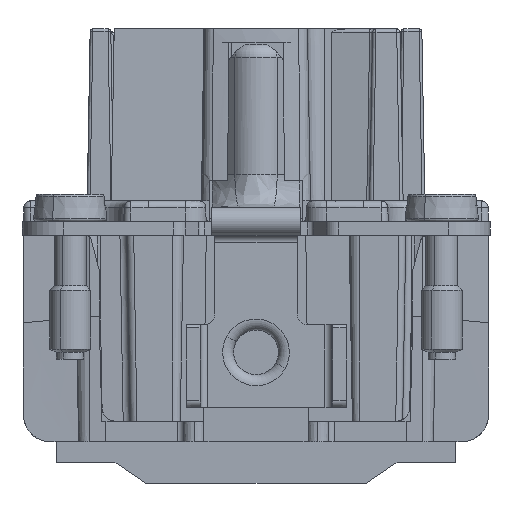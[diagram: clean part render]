
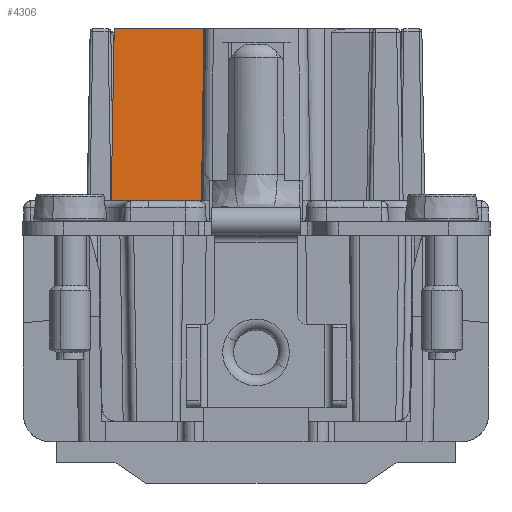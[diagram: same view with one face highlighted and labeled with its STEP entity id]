
A CAD part, front view. The second image highlights one B-rep face of the part: STEP entity #4306.
In plain terms, the highlighted planar face has unit normal (0, -1, 0.018).
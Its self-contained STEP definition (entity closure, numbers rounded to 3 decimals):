
#4287=AXIS2_PLACEMENT_3D('Plane Axis2P3D',#4284,#4285,#4286) ;
#529=CARTESIAN_POINT('Vertex',(13.036,13.783,20.5)) ;
#532=CARTESIAN_POINT('Line Origine',(9.759,13.783,20.5)) ;
#536=CARTESIAN_POINT('Vertex',(6.482,13.783,20.5)) ;
#4265=CARTESIAN_POINT('Control Point',(13.215,14.001,33.)) ;
#4266=CARTESIAN_POINT('Control Point',(13.159,13.928,28.833)) ;
#4267=CARTESIAN_POINT('Control Point',(13.101,13.856,24.667)) ;
#4268=CARTESIAN_POINT('Control Point',(13.036,13.783,20.5)) ;
#4269=CARTESIAN_POINT('Vertex',(13.215,14.001,33.)) ;
#4284=CARTESIAN_POINT('Axis2P3D Location',(13.2,14.001,33.)) ;
#4289=CARTESIAN_POINT('Line Origine',(9.85,14.001,33.)) ;
#4293=CARTESIAN_POINT('Vertex',(6.7,14.001,33.)) ;
#4297=CARTESIAN_POINT('Control Point',(6.482,13.783,20.5)) ;
#4298=CARTESIAN_POINT('Control Point',(6.7,14.001,33.)) ;
#533=DIRECTION('Vector Direction',(-1.,0.,0.)) ;
#4285=DIRECTION('Axis2P3D Direction',(0.,-1.,0.017)) ;
#4286=DIRECTION('Axis2P3D XDirection',(-1.,0.,0.)) ;
#4290=DIRECTION('Vector Direction',(-1.,0.,0.)) ;
#534=VECTOR('Line Direction',#533,1.) ;
#4291=VECTOR('Line Direction',#4290,1.) ;
#4301=ORIENTED_EDGE('',*,*,#4295,.T.) ;
#4302=ORIENTED_EDGE('',*,*,#4299,.F.) ;
#4303=ORIENTED_EDGE('',*,*,#538,.F.) ;
#4304=ORIENTED_EDGE('',*,*,#4271,.F.) ;
#4306=ADVANCED_FACE('HDC_HVE_10PLUS2_FT_Compatibility.1\\ASSY_Female_HE24_V80.1\\PART_ASSY_Connector_Female24_V74.1\\HE_KOTR_F_24',(#4305),#4288,.T.) ;
#4264=B_SPLINE_CURVE_WITH_KNOTS('',3,(#4265,#4266,#4267,#4268),.UNSPECIFIED.,.F.,.U.,(4,4),(0.,17.682),.UNSPECIFIED.) ;
#4296=B_SPLINE_CURVE_WITH_KNOTS('',1,(#4297,#4298),.UNSPECIFIED.,.F.,.U.,(2,2),(-5.752,6.752),.UNSPECIFIED.) ;
#538=EDGE_CURVE('',#530,#537,#535,.T.) ;
#4271=EDGE_CURVE('',#4270,#530,#4264,.T.) ;
#4295=EDGE_CURVE('',#4270,#4294,#4292,.T.) ;
#4299=EDGE_CURVE('',#537,#4294,#4296,.T.) ;
#4300=EDGE_LOOP('',(#4301,#4302,#4303,#4304)) ;
#4305=FACE_OUTER_BOUND('',#4300,.T.) ;
#535=LINE('Line',#532,#534) ;
#4292=LINE('Line',#4289,#4291) ;
#4288=PLANE('',#4287) ;
#530=VERTEX_POINT('',#529) ;
#537=VERTEX_POINT('',#536) ;
#4270=VERTEX_POINT('',#4269) ;
#4294=VERTEX_POINT('',#4293) ;
